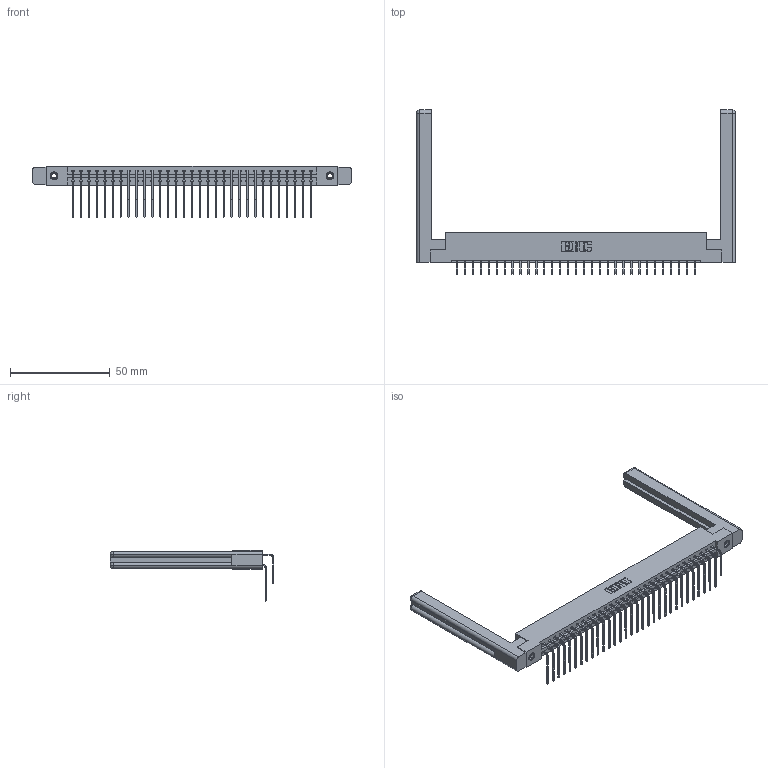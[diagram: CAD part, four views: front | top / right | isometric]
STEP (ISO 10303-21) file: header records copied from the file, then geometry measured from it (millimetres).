
FILE_DESCRIPTION (( 'STEP AP203' ), '1' );
FILE_NAME ('387-062-559-258.STEP', '2019-10-19T15:50:30', ( '' ), ( '' ), 'SwSTEP 2.0', 'SolidWorks 2016', '' );
FILE_SCHEMA (( 'CONFIG_CONTROL_DESIGN' ));
Length unit declared in the file: inch
Products named in the file (6): 345-292-001_558 559 Tail - 1; 387-062-559-258; 337 Part_Flush Mounting Lugs - 0.156 Dia-TI; 345-292-001_559 Tail - 2; 345-250-001_345-250-001-102; 307-220-058
Assembly tree (67 placements, depth 2):
  387-062-559-258
    337 Part_Flush Mounting Lugs - 0.156 Dia-TI
    345-292-001_558 559 Tail - 1  x31
    345-292-001_559 Tail - 2  x31
    345-250-001_345-250-001-102  x2
    307-220-058  x2
Bounding box: 159.46 x 81.98 x 25.53 mm (x, y, z)
Volume: 24158.9 mm3; surface area: 25973 mm2
Topology: 67 solids, 67 shells, 3728 faces, 11019 edges, 7250 vertices
Faces by surface type: plane 2634, cylinder 1070, cone 12, torus 12
Entity records: 29876 total; most frequent: CARTESIAN_POINT 5096, ORIENTED_EDGE 4920, DIRECTION 4352, EDGE_CURVE 2460, VECTOR 2244, LINE 2244, VERTEX_POINT 1630, AXIS2_PLACEMENT_3D 1054
